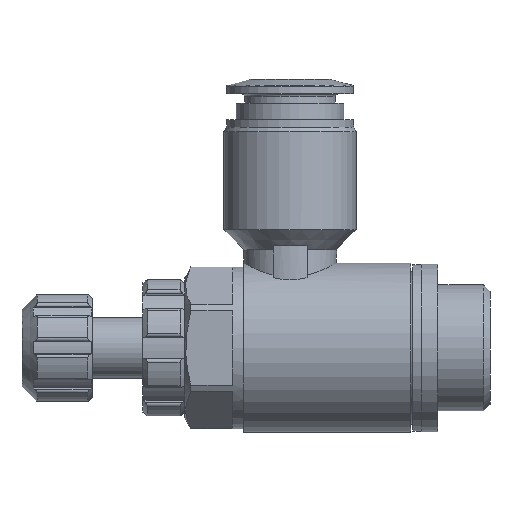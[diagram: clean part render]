
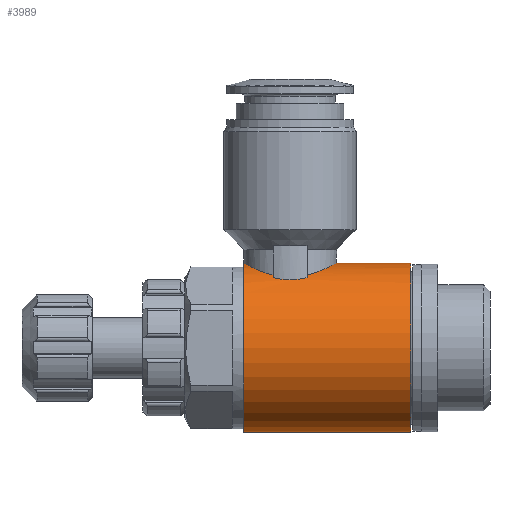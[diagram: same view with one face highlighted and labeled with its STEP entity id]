
A CAD part, left-side view. The second image highlights one B-rep face of the part: STEP entity #3989.
In plain terms, the highlighted cylindrical face has radius 11.2 mm (diameter 22.4 mm), a full revolution.
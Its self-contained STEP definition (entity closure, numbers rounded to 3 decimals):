
#386=B_SPLINE_CURVE_WITH_KNOTS('',3,(#5298,#5299,#5300,#5301,#5302,#5303,
#5304,#5305,#5306),.UNSPECIFIED.,.F.,.F.,(4,1,1,1,1,1,4),(0.002,
0.006,0.008,0.01,0.012,
0.014,0.017),.UNSPECIFIED.);
#387=B_SPLINE_CURVE_WITH_KNOTS('',3,(#5311,#5312,#5313,#5314,#5315),
 .UNSPECIFIED.,.F.,.F.,(4,1,4),(0.,0.002,0.005),
 .UNSPECIFIED.);
#388=B_SPLINE_CURVE_WITH_KNOTS('',3,(#5319,#5320,#5321,#5322,#5323,#5324),
 .UNSPECIFIED.,.F.,.F.,(4,1,1,4),(0.029,0.031,0.033,
0.037),.UNSPECIFIED.);
#389=B_SPLINE_CURVE_WITH_KNOTS('',3,(#5327,#5328,#5329,#5330,#5331),
 .UNSPECIFIED.,.F.,.F.,(4,1,4),(0.022,0.026,0.029),
 .UNSPECIFIED.);
#390=B_SPLINE_CURVE_WITH_KNOTS('',3,(#5335,#5336,#5337,#5338,#5339),
 .UNSPECIFIED.,.F.,.F.,(4,1,4),(0.,0.002,0.005),
 .UNSPECIFIED.);
#531=ORIENTED_EDGE('',*,*,#1371,.F.);
#532=ORIENTED_EDGE('',*,*,#1372,.F.);
#533=ORIENTED_EDGE('',*,*,#1373,.F.);
#534=ORIENTED_EDGE('',*,*,#1374,.F.);
#535=ORIENTED_EDGE('',*,*,#1375,.F.);
#536=ORIENTED_EDGE('',*,*,#1376,.F.);
#537=ORIENTED_EDGE('',*,*,#1377,.T.);
#538=ORIENTED_EDGE('',*,*,#1378,.F.);
#539=ORIENTED_EDGE('',*,*,#1379,.F.);
#540=ORIENTED_EDGE('',*,*,#1380,.F.);
#541=ORIENTED_EDGE('',*,*,#1381,.F.);
#1371=EDGE_CURVE('',#1791,#1791,#2071,.T.);
#1372=EDGE_CURVE('',#1792,#1793,#386,.T.);
#1373=EDGE_CURVE('',#1794,#1792,#2072,.T.);
#1374=EDGE_CURVE('',#1795,#1794,#387,.T.);
#1375=EDGE_CURVE('',#1796,#1795,#2073,.T.);
#1376=EDGE_CURVE('',#1797,#1796,#388,.T.);
#1377=EDGE_CURVE('',#1797,#1797,#2074,.T.);
#1378=EDGE_CURVE('',#1798,#1797,#389,.T.);
#1379=EDGE_CURVE('',#1799,#1798,#2075,.T.);
#1380=EDGE_CURVE('',#1800,#1799,#390,.T.);
#1381=EDGE_CURVE('',#1793,#1800,#2076,.T.);
#1791=VERTEX_POINT('',#5297);
#1792=VERTEX_POINT('',#5307);
#1793=VERTEX_POINT('',#5308);
#1794=VERTEX_POINT('',#5310);
#1795=VERTEX_POINT('',#5316);
#1796=VERTEX_POINT('',#5318);
#1797=VERTEX_POINT('',#5325);
#1798=VERTEX_POINT('',#5332);
#1799=VERTEX_POINT('',#5334);
#1800=VERTEX_POINT('',#5340);
#2071=CIRCLE('',#4175,11.2);
#2072=CIRCLE('',#4176,11.2);
#2073=CIRCLE('',#4177,11.2);
#2074=CIRCLE('',#4178,11.2);
#2075=CIRCLE('',#4179,11.2);
#2076=CIRCLE('',#4180,11.2);
#2214=EDGE_LOOP('',(#531));
#2215=EDGE_LOOP('',(#532,#533,#534,#535,#536,#537,#538,#539,#540,#541));
#2433=FACE_BOUND('',#2214,.T.);
#2434=FACE_BOUND('',#2215,.T.);
#2651=CYLINDRICAL_SURFACE('',#4174,11.2);
#3989=ADVANCED_FACE('',(#2433,#2434),#2651,.T.);
#4174=AXIS2_PLACEMENT_3D('',#5295,#4499,#4500);
#4175=AXIS2_PLACEMENT_3D('',#5296,#4501,#4502);
#4176=AXIS2_PLACEMENT_3D('',#5309,#4503,#4504);
#4177=AXIS2_PLACEMENT_3D('',#5317,#4505,#4506);
#4178=AXIS2_PLACEMENT_3D('',#5326,#4507,#4508);
#4179=AXIS2_PLACEMENT_3D('',#5333,#4509,#4510);
#4180=AXIS2_PLACEMENT_3D('',#5341,#4511,#4512);
#4499=DIRECTION('',(0.,-1.,0.));
#4500=DIRECTION('',(0.,0.,-1.));
#4501=DIRECTION('',(0.,-1.,0.));
#4502=DIRECTION('',(0.,0.,-1.));
#4503=DIRECTION('',(0.,1.,0.));
#4504=DIRECTION('',(0.,0.,1.));
#4505=DIRECTION('',(0.,-1.,0.));
#4506=DIRECTION('',(0.,0.,-1.));
#4507=DIRECTION('',(0.,-1.,0.));
#4508=DIRECTION('',(0.,0.,-1.));
#4509=DIRECTION('',(0.,-1.,0.));
#4510=DIRECTION('',(0.,0.,-1.));
#4511=DIRECTION('',(0.,1.,0.));
#4512=DIRECTION('',(0.,0.,1.));
#5295=CARTESIAN_POINT('',(0.,-6.9,0.));
#5296=CARTESIAN_POINT('',(0.,3.6,0.));
#5297=CARTESIAN_POINT('',(0.,3.6,-11.2));
#5298=CARTESIAN_POINT('',(-5.724,17.3,9.627));
#5299=CARTESIAN_POINT('',(-5.273,16.155,9.895));
#5300=CARTESIAN_POINT('',(-4.104,14.692,10.52));
#5301=CARTESIAN_POINT('',(-1.891,13.599,11.089));
#5302=CARTESIAN_POINT('',(-0.009,13.302,11.255));
#5303=CARTESIAN_POINT('',(1.882,13.595,11.091));
#5304=CARTESIAN_POINT('',(4.112,14.696,10.518));
#5305=CARTESIAN_POINT('',(5.276,16.162,9.893));
#5306=CARTESIAN_POINT('',(5.724,17.3,9.627));
#5307=CARTESIAN_POINT('',(-5.724,17.3,9.627));
#5308=CARTESIAN_POINT('',(5.724,17.3,9.627));
#5309=CARTESIAN_POINT('',(0.,17.3,0.));
#5310=CARTESIAN_POINT('',(-6.258,17.3,9.289));
#5311=CARTESIAN_POINT('',(-6.258,21.8,9.289));
#5312=CARTESIAN_POINT('',(-6.514,21.086,9.116));
#5313=CARTESIAN_POINT('',(-6.786,19.552,8.908));
#5314=CARTESIAN_POINT('',(-6.515,18.014,9.116));
#5315=CARTESIAN_POINT('',(-6.258,17.3,9.289));
#5316=CARTESIAN_POINT('',(-6.258,21.8,9.289));
#5317=CARTESIAN_POINT('',(0.,21.8,0.));
#5318=CARTESIAN_POINT('',(-5.724,21.8,9.627));
#5319=CARTESIAN_POINT('',(0.,25.7,11.2));
#5320=CARTESIAN_POINT('',(-0.626,25.7,11.2));
#5321=CARTESIAN_POINT('',(-1.888,25.503,11.09));
#5322=CARTESIAN_POINT('',(-4.111,24.404,10.518));
#5323=CARTESIAN_POINT('',(-5.278,22.934,9.892));
#5324=CARTESIAN_POINT('',(-5.724,21.8,9.627));
#5325=CARTESIAN_POINT('',(0.,25.7,11.2));
#5326=CARTESIAN_POINT('',(0.,25.7,0.));
#5327=CARTESIAN_POINT('',(5.724,21.8,9.627));
#5328=CARTESIAN_POINT('',(5.27,22.955,9.897));
#5329=CARTESIAN_POINT('',(3.728,24.893,10.733));
#5330=CARTESIAN_POINT('',(1.254,25.7,11.2));
#5331=CARTESIAN_POINT('',(0.,25.7,11.2));
#5332=CARTESIAN_POINT('',(5.724,21.8,9.627));
#5333=CARTESIAN_POINT('',(0.,21.8,0.));
#5334=CARTESIAN_POINT('',(6.258,21.8,9.289));
#5335=CARTESIAN_POINT('',(6.258,17.3,9.289));
#5336=CARTESIAN_POINT('',(6.514,18.014,9.116));
#5337=CARTESIAN_POINT('',(6.786,19.548,8.908));
#5338=CARTESIAN_POINT('',(6.515,21.086,9.116));
#5339=CARTESIAN_POINT('',(6.258,21.8,9.289));
#5340=CARTESIAN_POINT('',(6.258,17.3,9.289));
#5341=CARTESIAN_POINT('',(0.,17.3,0.));
